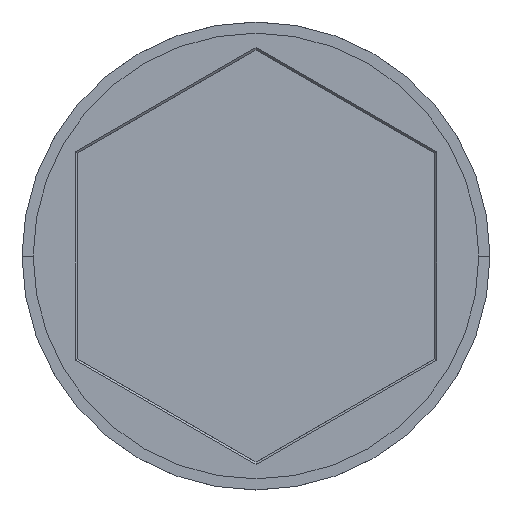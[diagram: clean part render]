
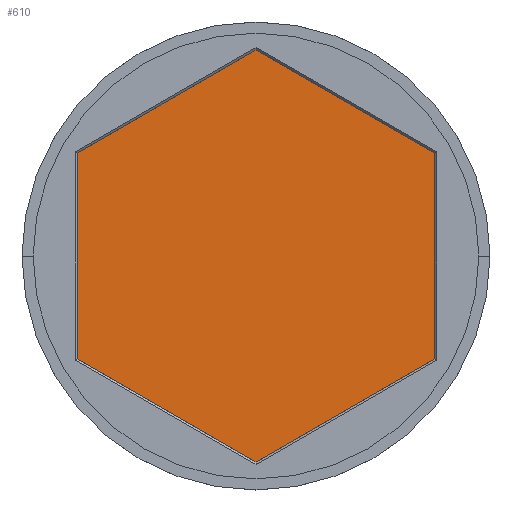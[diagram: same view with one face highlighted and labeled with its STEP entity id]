
A CAD part, top view. The second image highlights one B-rep face of the part: STEP entity #610.
In plain terms, the highlighted planar face has unit normal (0, 0, 1).
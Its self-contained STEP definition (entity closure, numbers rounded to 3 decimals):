
#39 = DIRECTION ( 'NONE',  ( 0.866, -0.5, 0. ) ) ;
#79 = VECTOR ( 'NONE', #39, 1000. ) ;
#90 = LINE ( 'NONE', #356, #155 ) ;
#129 = EDGE_LOOP ( 'NONE', ( #1547, #419, #373, #1195, #982, #1454 ) ) ;
#132 = DIRECTION ( 'NONE',  ( 0.866, 0.5, 0. ) ) ;
#155 = VECTOR ( 'NONE', #1603, 1000. ) ;
#175 = EDGE_CURVE ( 'NONE', #1278, #1208, #90, .T. ) ;
#200 = VERTEX_POINT ( 'NONE', #1087 ) ;
#231 = FACE_OUTER_BOUND ( 'NONE', #129, .T. ) ;
#319 = CARTESIAN_POINT ( 'NONE',  ( -4., -6.928, -2. ) ) ;
#356 = CARTESIAN_POINT ( 'NONE',  ( -4., 6.928, -2. ) ) ;
#373 = ORIENTED_EDGE ( 'NONE', *, *, #1137, .T. ) ;
#419 = ORIENTED_EDGE ( 'NONE', *, *, #175, .T. ) ;
#572 = LINE ( 'NONE', #319, #79 ) ;
#597 = LINE ( 'NONE', #1578, #1143 ) ;
#610 = ADVANCED_FACE ( 'NONE', ( #231 ), #1222, .T. ) ;
#621 = DIRECTION ( 'NONE',  ( 1., 0., 0. ) ) ;
#656 = LINE ( 'NONE', #1367, #1483 ) ;
#693 = VECTOR ( 'NONE', #132, 1000. ) ;
#737 = CARTESIAN_POINT ( 'NONE',  ( 0., 9.238, -2. ) ) ;
#759 = VERTEX_POINT ( 'NONE', #1082 ) ;
#829 = CARTESIAN_POINT ( 'NONE',  ( 8., 4.619, -2. ) ) ;
#867 = VERTEX_POINT ( 'NONE', #954 ) ;
#888 = AXIS2_PLACEMENT_3D ( 'NONE', #1319, #1451, #621 ) ;
#904 = LINE ( 'NONE', #1153, #921 ) ;
#921 = VECTOR ( 'NONE', #1536, 1000. ) ;
#943 = EDGE_CURVE ( 'NONE', #1368, #1278, #656, .T. ) ;
#954 = CARTESIAN_POINT ( 'NONE',  ( 0., -9.238, -2. ) ) ;
#966 = DIRECTION ( 'NONE',  ( 0., -1., 0. ) ) ;
#968 = EDGE_CURVE ( 'NONE', #867, #200, #1258, .T. ) ;
#982 = ORIENTED_EDGE ( 'NONE', *, *, #968, .T. ) ;
#1018 = CARTESIAN_POINT ( 'NONE',  ( 4., -6.928, -2. ) ) ;
#1082 = CARTESIAN_POINT ( 'NONE',  ( -8., -4.619, -2. ) ) ;
#1087 = CARTESIAN_POINT ( 'NONE',  ( 8., -4.619, -2. ) ) ;
#1137 = EDGE_CURVE ( 'NONE', #1208, #759, #597, .T. ) ;
#1143 = VECTOR ( 'NONE', #966, 1000. ) ;
#1153 = CARTESIAN_POINT ( 'NONE',  ( 8., 0., -2. ) ) ;
#1159 = CARTESIAN_POINT ( 'NONE',  ( -8., 4.619, -2. ) ) ;
#1195 = ORIENTED_EDGE ( 'NONE', *, *, #1302, .T. ) ;
#1208 = VERTEX_POINT ( 'NONE', #1159 ) ;
#1222 = PLANE ( 'NONE',  #888 ) ;
#1251 = DIRECTION ( 'NONE',  ( -0.866, 0.5, 0. ) ) ;
#1258 = LINE ( 'NONE', #1018, #693 ) ;
#1278 = VERTEX_POINT ( 'NONE', #737 ) ;
#1302 = EDGE_CURVE ( 'NONE', #759, #867, #572, .T. ) ;
#1319 = CARTESIAN_POINT ( 'NONE',  ( 0., 0., -2. ) ) ;
#1367 = CARTESIAN_POINT ( 'NONE',  ( 4., 6.928, -2. ) ) ;
#1368 = VERTEX_POINT ( 'NONE', #829 ) ;
#1451 = DIRECTION ( 'NONE',  ( 0., 0., 1. ) ) ;
#1454 = ORIENTED_EDGE ( 'NONE', *, *, #1512, .T. ) ;
#1483 = VECTOR ( 'NONE', #1251, 1000. ) ;
#1512 = EDGE_CURVE ( 'NONE', #200, #1368, #904, .T. ) ;
#1536 = DIRECTION ( 'NONE',  ( 0., 1., 0. ) ) ;
#1547 = ORIENTED_EDGE ( 'NONE', *, *, #943, .T. ) ;
#1578 = CARTESIAN_POINT ( 'NONE',  ( -8., 0., -2. ) ) ;
#1603 = DIRECTION ( 'NONE',  ( -0.866, -0.5, 0. ) ) ;
